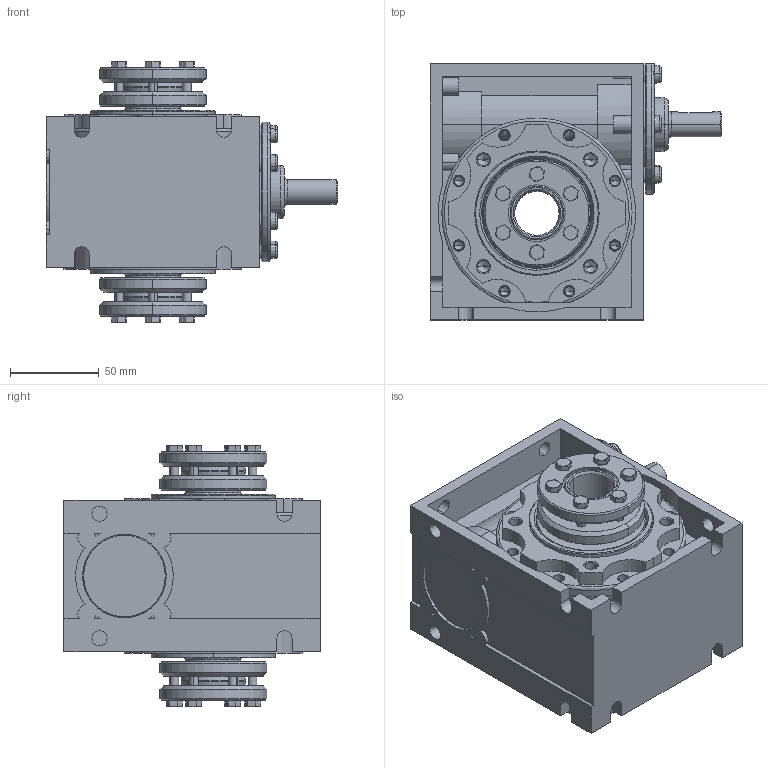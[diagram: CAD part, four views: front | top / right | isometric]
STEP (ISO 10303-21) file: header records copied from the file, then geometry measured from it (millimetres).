
FILE_DESCRIPTION (( 'STEP AP203' ), '1' );
FILE_NAME ('JRV050-2C.STEP', '2020-08-06T08:39:16', ( '' ), ( '' ), 'SwSTEP 2.0', 'SolidWorks 2020', '' );
FILE_SCHEMA (( 'CONFIG_CONTROL_DESIGN' ));
Length unit declared in the file: millimetre
Products named in the file (14): JRV050-2C; F50-10-10 20 40C1; NMRV50恘謫C1; DR-603 30X60; Rolling bearings 6006 GB 276-94C1_Rolling bearings 6006 GB 276-94; NMRV50眊极C1; GB_HEXAGON_TYPE22 M6X14-S_GB_HEXAGON_TYPE22 M6X14-S; 蝶黑477; Rolling bearings 6204 GB 276-94C1_Rolling bearings 6204 GB 276-94; GB_FASTENER_BOLT_STBAB A M5X20-C_GB_FASTENER_BOLT_STBAB A M5X20-C; 蚐猾406227; NMRV50耜裔C1; F50-08C1; 蚐猾30477
Assembly tree (31 placements, depth 2):
  JRV050-2C
    NMRV50眊极C1
    NMRV50耜裔C1
    NMRV50恘謫C1
    Rolling bearings 6006 GB 276-94C1_Rolling bearings 6006 GB 276-94
    Rolling bearings 6204 GB 276-94C1_Rolling bearings 6204 GB 276-94
    F50-10-10 20 40C1
    F50-08C1
    DR-603 30X60  x2
    GB_FASTENER_BOLT_STBAB A M5X20-C_GB_FASTENER_BOLT_STBAB A M5X20-C  x12
    蚐猾406227  x2
    蚐猾30477
    GB_HEXAGON_TYPE22 M6X14-S_GB_HEXAGON_TYPE22 M6X14-S  x6
    蝶黑477
Bounding box: 164 x 144 x 146.8 mm (x, y, z)
Volume: 1003805.1 mm3; surface area: 314404.2 mm2
Topology: 31 solids, 31 shells, 2271 faces, 5624 edges, 3332 vertices
Faces by surface type: cone 898, cylinder 695, plane 427, torus 183, sphere 68
Entity records: 40138 total; most frequent: CARTESIAN_POINT 9971, DIRECTION 6188, ORIENTED_EDGE 5888, EDGE_CURVE 2944, AXIS2_PLACEMENT_3D 2628, VERTEX_POINT 1849, CIRCLE 1478, EDGE_LOOP 1281
